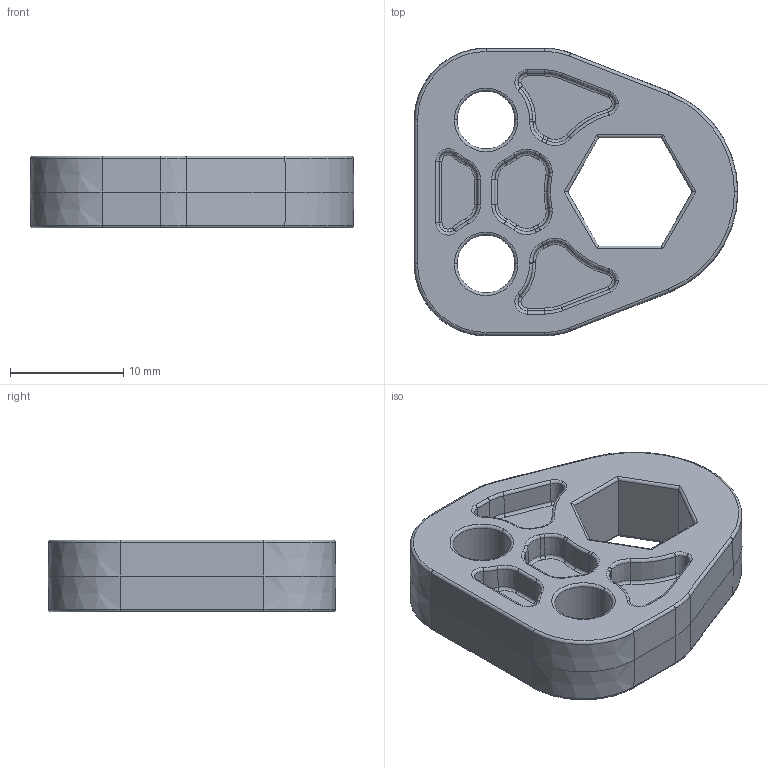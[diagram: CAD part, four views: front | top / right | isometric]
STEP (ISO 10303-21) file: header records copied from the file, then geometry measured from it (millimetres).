
FILE_DESCRIPTION (( 'STEP AP203' ), '1' );
FILE_NAME ('am-5015 RoBits Side Shaft Carrier.STEP', '2023-03-28T13:12:32', ( '' ), ( '' ), 'SwSTEP 2.0', 'SolidWorks 2022', '' );
FILE_SCHEMA (( 'CONFIG_CONTROL_DESIGN' ));
Length unit declared in the file: inch
Products named in the file (1): am-5015 RoBits Side Shaft Carrier
Bounding box: 28.57 x 25.4 x 6.35 mm (x, y, z)
Volume: 2462.1 mm3; surface area: 2243.4 mm2
Topology: 1 solids, 1 shells, 354 faces, 805 edges, 461 vertices
Faces by surface type: torus 156, cone 80, cylinder 70, plane 48
Entity records: 10038 total; most frequent: DIRECTION 2037, CARTESIAN_POINT 1657, ORIENTED_EDGE 1610, AXIS2_PLACEMENT_3D 889, EDGE_CURVE 805, CIRCLE 534, VERTEX_POINT 461, EDGE_LOOP 368
